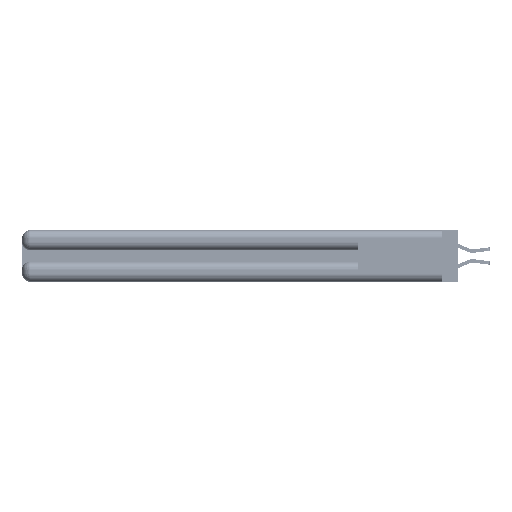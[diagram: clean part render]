
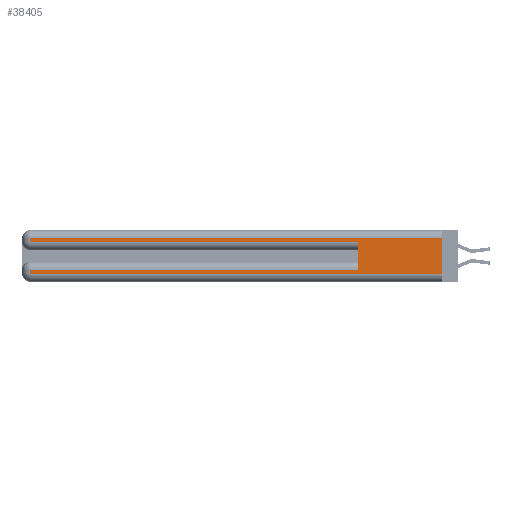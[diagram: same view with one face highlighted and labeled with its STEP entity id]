
A CAD part, left-side view. The second image highlights one B-rep face of the part: STEP entity #38405.
In plain terms, the highlighted planar face has unit normal (-1, 0, 0).
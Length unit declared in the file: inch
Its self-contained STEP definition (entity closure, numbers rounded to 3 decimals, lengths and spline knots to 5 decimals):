
#127 = CARTESIAN_POINT ( 'NONE',  ( 0., 2.94, 0.085 ) ) ;
#1963 = CARTESIAN_POINT ( 'NONE',  ( 0., 0., 0.31 ) ) ;
#2198 = ORIENTED_EDGE ( 'NONE', *, *, #30955, .T. ) ;
#2463 = FACE_OUTER_BOUND ( 'NONE', #14979, .T. ) ;
#2835 = EDGE_CURVE ( 'NONE', #8486, #31698, #23957, .T. ) ;
#4325 = EDGE_CURVE ( 'NONE', #30463, #22529, #23652, .T. ) ;
#5476 = DIRECTION ( 'NONE',  ( 0., 1., 0. ) ) ;
#5485 = ORIENTED_EDGE ( 'NONE', *, *, #2835, .T. ) ;
#6602 = DIRECTION ( 'NONE',  ( 0., 0., -1. ) ) ;
#7031 = VECTOR ( 'NONE', #5476, 39.37008 ) ;
#8416 = VECTOR ( 'NONE', #10220, 39.37008 ) ;
#8486 = VERTEX_POINT ( 'NONE', #19804 ) ;
#8805 = ORIENTED_EDGE ( 'NONE', *, *, #22487, .T. ) ;
#8812 = CARTESIAN_POINT ( 'NONE',  ( 0., 0.6, 0.285 ) ) ;
#9280 = CARTESIAN_POINT ( 'NONE',  ( 0., 0., 0.285 ) ) ;
#9594 = PLANE ( 'NONE',  #21196 ) ;
#10220 = DIRECTION ( 'NONE',  ( 0., 0., 1. ) ) ;
#10265 = CARTESIAN_POINT ( 'NONE',  ( 0., 2.94, 0.37 ) ) ;
#10851 = DIRECTION ( 'NONE',  ( 0., -1., 0. ) ) ;
#11803 = VECTOR ( 'NONE', #34634, 39.37008 ) ;
#12589 = CARTESIAN_POINT ( 'NONE',  ( 0., 0., 0.31 ) ) ;
#12654 = VERTEX_POINT ( 'NONE', #8812 ) ;
#14897 = DIRECTION ( 'NONE',  ( 0., 0., -1. ) ) ;
#14979 = EDGE_LOOP ( 'NONE', ( #36043, #2198, #20801, #21897, #23004, #5485, #26280, #8805 ) ) ;
#15663 = VECTOR ( 'NONE', #33670, 39.37008 ) ;
#15767 = CARTESIAN_POINT ( 'NONE',  ( 0., 0., 0.085 ) ) ;
#15972 = VERTEX_POINT ( 'NONE', #30488 ) ;
#16359 = LINE ( 'NONE', #1963, #7031 ) ;
#16608 = DIRECTION ( 'NONE',  ( 0., 0., -1. ) ) ;
#16935 = EDGE_CURVE ( 'NONE', #8486, #12654, #36228, .T. ) ;
#19276 = EDGE_CURVE ( 'NONE', #15972, #12654, #32020, .T. ) ;
#19804 = CARTESIAN_POINT ( 'NONE',  ( 0., 0.6, 0.085 ) ) ;
#20801 = ORIENTED_EDGE ( 'NONE', *, *, #28607, .T. ) ;
#21147 = VERTEX_POINT ( 'NONE', #34725 ) ;
#21196 = AXIS2_PLACEMENT_3D ( 'NONE', #33975, #37465, #16608 ) ;
#21897 = ORIENTED_EDGE ( 'NONE', *, *, #19276, .T. ) ;
#22487 = EDGE_CURVE ( 'NONE', #21147, #22529, #41446, .T. ) ;
#22529 = VERTEX_POINT ( 'NONE', #42316 ) ;
#23004 = ORIENTED_EDGE ( 'NONE', *, *, #16935, .F. ) ;
#23244 = LINE ( 'NONE', #35766, #31400 ) ;
#23652 = LINE ( 'NONE', #31046, #41028 ) ;
#23957 = LINE ( 'NONE', #15767, #43505 ) ;
#26280 = ORIENTED_EDGE ( 'NONE', *, *, #38794, .T. ) ;
#27016 = VERTEX_POINT ( 'NONE', #28828 ) ;
#28607 = EDGE_CURVE ( 'NONE', #27016, #15972, #40652, .T. ) ;
#28828 = CARTESIAN_POINT ( 'NONE',  ( 0., 2.94, 0.31 ) ) ;
#30463 = VERTEX_POINT ( 'NONE', #12589 ) ;
#30488 = CARTESIAN_POINT ( 'NONE',  ( 0., 2.94, 0.285 ) ) ;
#30955 = EDGE_CURVE ( 'NONE', #30463, #27016, #16359, .T. ) ;
#31046 = CARTESIAN_POINT ( 'NONE',  ( 0., 0., 0.37 ) ) ;
#31400 = VECTOR ( 'NONE', #14897, 39.37008 ) ;
#31698 = VERTEX_POINT ( 'NONE', #127 ) ;
#32020 = LINE ( 'NONE', #9280, #15663 ) ;
#33326 = VECTOR ( 'NONE', #10851, 39.37008 ) ;
#33670 = DIRECTION ( 'NONE',  ( 0., -1., 0. ) ) ;
#33975 = CARTESIAN_POINT ( 'NONE',  ( 0., 0., 0.37 ) ) ;
#34634 = DIRECTION ( 'NONE',  ( 0., 0., -1. ) ) ;
#34725 = CARTESIAN_POINT ( 'NONE',  ( 0., 2.94, 0.06 ) ) ;
#35205 = CARTESIAN_POINT ( 'NONE',  ( 0., 0., 0.06 ) ) ;
#35766 = CARTESIAN_POINT ( 'NONE',  ( 0., 2.94, 0.37 ) ) ;
#36043 = ORIENTED_EDGE ( 'NONE', *, *, #4325, .F. ) ;
#36228 = LINE ( 'NONE', #38102, #8416 ) ;
#37465 = DIRECTION ( 'NONE',  ( 1., 0., 0. ) ) ;
#38102 = CARTESIAN_POINT ( 'NONE',  ( 0., 0.6, 0.145 ) ) ;
#38405 = ADVANCED_FACE ( 'NONE', ( #2463 ), #9594, .F. ) ;
#38794 = EDGE_CURVE ( 'NONE', #31698, #21147, #23244, .T. ) ;
#40114 = DIRECTION ( 'NONE',  ( 0., 1., 0. ) ) ;
#40652 = LINE ( 'NONE', #10265, #11803 ) ;
#41028 = VECTOR ( 'NONE', #6602, 39.37008 ) ;
#41446 = LINE ( 'NONE', #35205, #33326 ) ;
#42316 = CARTESIAN_POINT ( 'NONE',  ( 0., 0., 0.06 ) ) ;
#43505 = VECTOR ( 'NONE', #40114, 39.37008 ) ;
